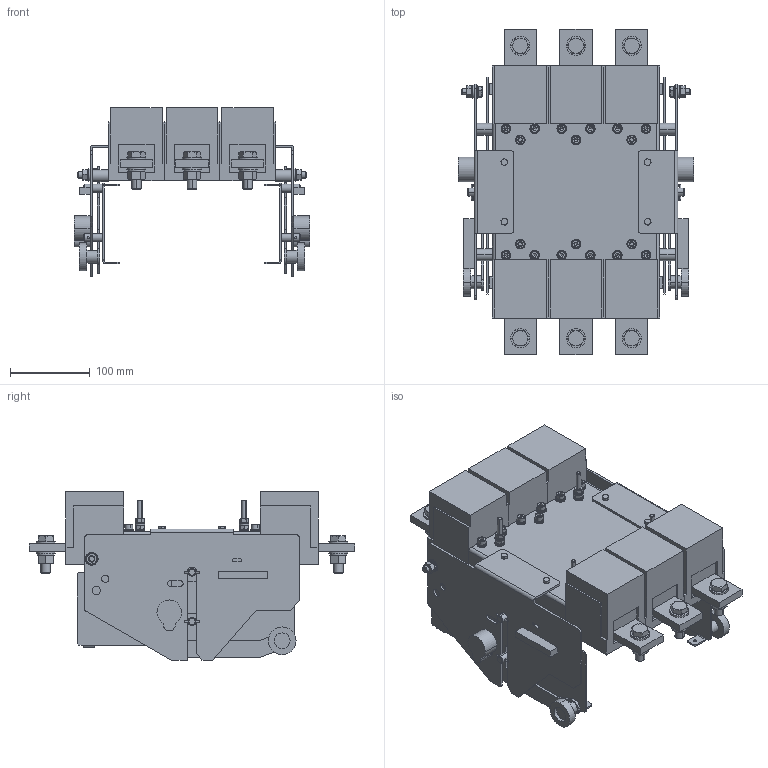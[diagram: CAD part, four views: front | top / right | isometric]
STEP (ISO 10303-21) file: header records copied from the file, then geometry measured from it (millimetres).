
FILE_DESCRIPTION (( 'STEP AP203' ), '1' );
FILE_NAME ('mccb-4-dod43F-700A.ÃÌ Ïàíåëü âûêàòíàÿ AV POWER-4-3 ïåðåäíåãî ïðèñîåä..STEP', '2025-01-23T08:18:28', ( '' ), ( '' ), 'SwSTEP 2.0', 'SolidWorks 2021', '' );
FILE_SCHEMA (( 'CONFIG_CONTROL_DESIGN' ));
Products named in the file (1): mccb-4-dod43F-700A.ÃÌ Ïàíåëü âûêàòíàÿ AV POWER-4-3 ïåðåäíåãî ïðèñîåä.
Bounding box: 296 x 409.6 x 212 mm (x, y, z)
Volume: 3623977.5 mm3; surface area: 830583 mm2
Topology: 181 solids, 181 shells, 3278 faces, 7330 edges, 4478 vertices
Faces by surface type: plane 1676, cone 752, cylinder 670, torus 180
Entity records: 102847 total; most frequent: CARTESIAN_POINT 30339, DIRECTION 15172, ORIENTED_EDGE 14588, EDGE_CURVE 7294, AXIS2_PLACEMENT_3D 5775, VERTEX_POINT 4478, EDGE_LOOP 3644, VECTOR 3622
